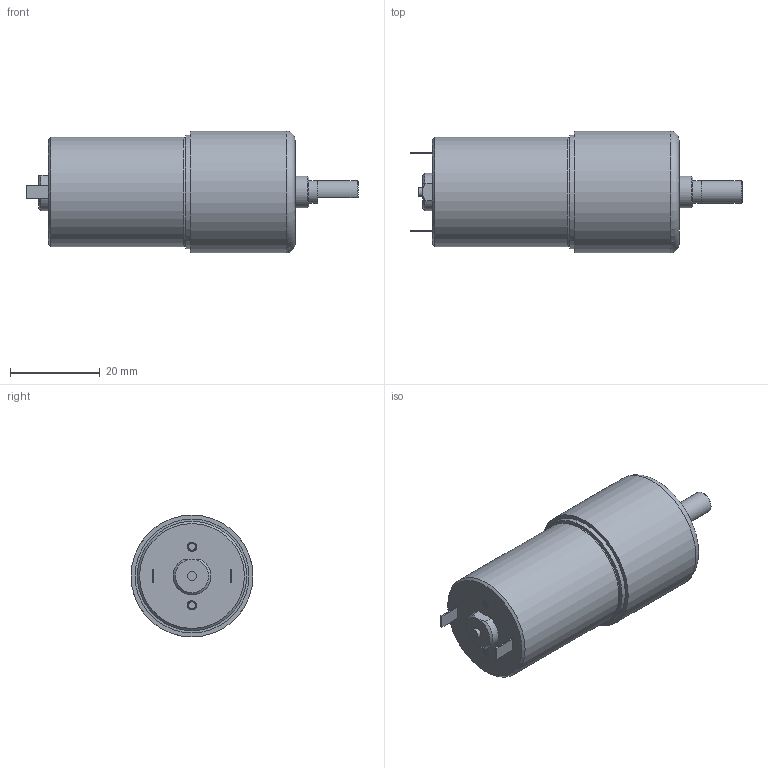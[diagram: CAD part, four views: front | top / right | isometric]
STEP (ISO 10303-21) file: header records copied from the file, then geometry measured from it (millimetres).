
FILE_DESCRIPTION(/* description */ (''),/* implementation_level */ '2;1');
FILE_NAME(/* name */ '36RPM 12VDC Reversible Gearhead Motor.step',/* time_stamp */ '2025-08-08T09:16:05+10:00',/* author */ (''),/* organization */ (''),/* preprocessor_version */ 'ST-DEVELOPER v20.1',/* originating_system */ 'Autodesk Translation Framework v14.10.0.0',/* authorisation */ '');
FILE_SCHEMA (('AUTOMOTIVE_DESIGN { 1 0 10303 214 3 1 1 }'));
Length unit declared in the file: millimetre
Products named in the file (2): 36RPM 12VDC Reversible Gearhead Motor; 92010A112_Passivated 18-8 Stainless Steel Phillips Flat Head Screw
Assembly tree (2 placements, depth 2):
  36RPM 12VDC Reversible Gearhead Motor
    92010A112_Passivated 18-8 Stainless Steel Phillips Flat Head Screw  x2
Bounding box: 73.8 x 27.1 x 27.1 mm (x, y, z)
Volume: 28375.7 mm3; surface area: 8362.1 mm2
Topology: 12 solids, 12 shells, 199 faces, 499 edges, 330 vertices
Faces by surface type: cylinder 100, plane 74, bspline 12, cone 11, torus 2
Full cylindrical faces by diameter (mm): 1.623 x8, 2 x1, 2.074 x4, 2.35 x6, 2.529 x6, 3 x8, 3.086 x2, 5 x1, 7 x1, 24.3 x1, 25.3 x1, 27.1 x1
Entity records: 9875 total; most frequent: CARTESIAN_POINT 6285, ORIENTED_EDGE 794, DIRECTION 610, EDGE_CURVE 397, VERTEX_POINT 262, AXIS2_PLACEMENT_3D 229, EDGE_LOOP 167, FACE_OUTER_BOUND 162
